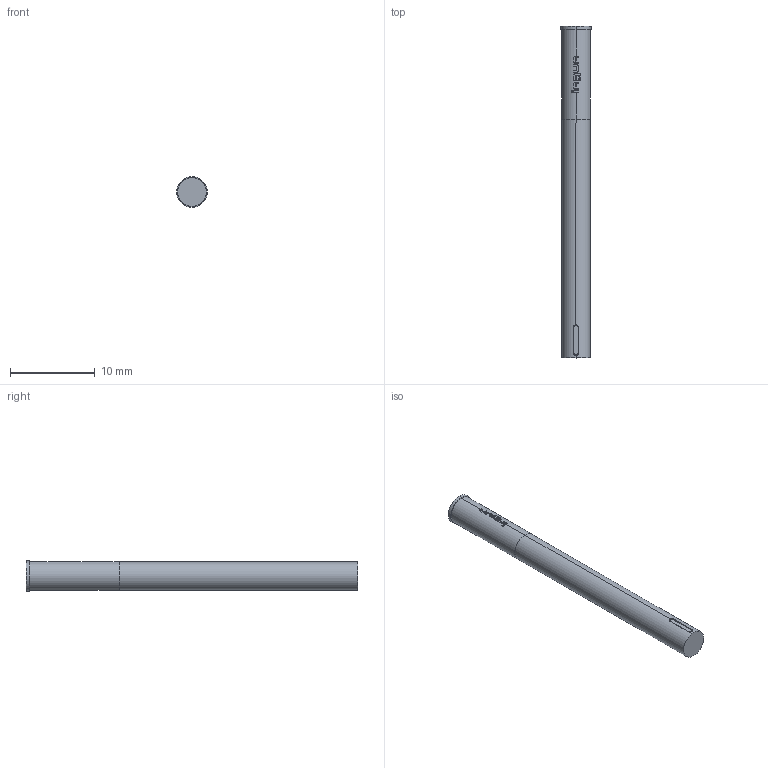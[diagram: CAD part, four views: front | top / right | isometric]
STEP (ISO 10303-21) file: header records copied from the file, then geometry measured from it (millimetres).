
FILE_DESCRIPTION (( 'STEP AP203' ), '1' );
FILE_NAME ('INGUN_KS-299.STEP', '2022-02-09T05:25:43', ( 'ochi' ), ( '' ), 'SwSTEP 2.0', 'SolidWorks 2018', '' );
FILE_SCHEMA (( 'CONFIG_CONTROL_DESIGN' ));
Length unit declared in the file: millimetre
Products named in the file (1): INGUN_KS-299
Bounding box: 3.6 x 39.2 x 3.6 mm (x, y, z)
Volume: 351.7 mm3; surface area: 437 mm2
Topology: 1 solids, 1 shells, 104 faces, 292 edges, 192 vertices
Faces by surface type: plane 46, cylinder 32, bspline 24, cone 2
Entity records: 3805 total; most frequent: CARTESIAN_POINT 1206, ORIENTED_EDGE 584, DIRECTION 460, EDGE_CURVE 292, VERTEX_POINT 192, AXIS2_PLACEMENT_3D 180, EDGE_LOOP 106, FACE_OUTER_BOUND 104
